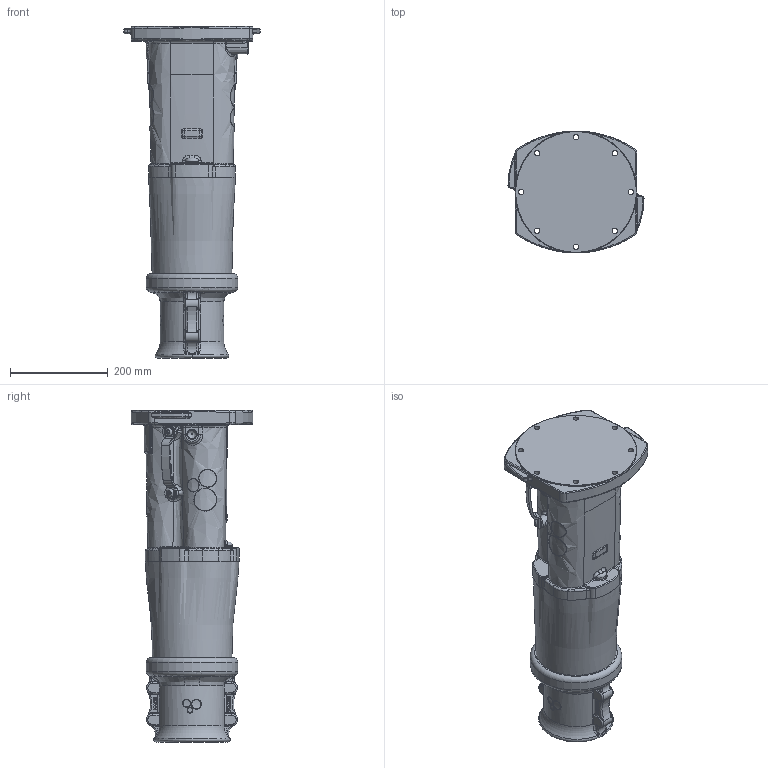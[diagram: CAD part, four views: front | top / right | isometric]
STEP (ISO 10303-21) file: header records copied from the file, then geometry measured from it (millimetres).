
FILE_DESCRIPTION(/* description */ (''),/* implementation_level */ '2;1');
FILE_NAME(/* name */ 'RS1322_SLD body with KA Trailing Cable Gland RS1867_SLD.stp',/* time_stamp */ '2022-07-13T14:55:07+10:00',/* author */ ('c.taylor012'),/* organization */ (''),/* preprocessor_version */ 'ST-DEVELOPER v16.5',/* originating_system */ 'Autodesk Inventor 2017',/* authorisation */ '');
FILE_SCHEMA (('AUTOMOTIVE_DESIGN { 1 0 10303 214 3 1 1 }'));
Products named in the file (7): RS1322; 2671_SLD; 1210; 1181; RS1867_SLD; 2226_SLD; 2246_SLD
Assembly tree (10 placements, depth 3):
  RS1322
    1210  x2
    2671_SLD
    1181  x4
    RS1867_SLD
      2226_SLD
      2246_SLD
Bounding box: 279 x 250 x 680.99 mm (x, y, z)
Volume: 15599052.6 mm3; surface area: 648017.1 mm2
Topology: 9 solids, 9 shells, 2650 faces, 6052 edges, 3414 vertices
Faces by surface type: bspline 873, cylinder 801, plane 411, torus 289, sphere 176, cone 100
Full cylindrical faces by diameter (mm): 9.75 x4, 11 x12, 17.35 x4, 164 x1, 188 x1, 250 x1
Entity records: 100152 total; most frequent: CARTESIAN_POINT 47685, ORIENTED_EDGE 11256, DIRECTION 10384, EDGE_CURVE 5628, AXIS2_PLACEMENT_3D 4374, VERTEX_POINT 3212, EDGE_LOOP 2600, CIRCLE 2528
